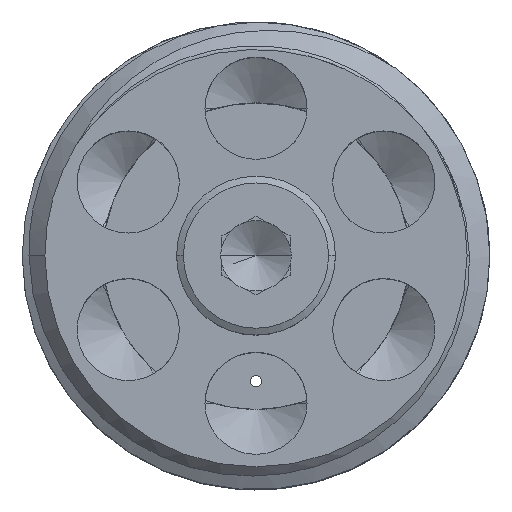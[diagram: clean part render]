
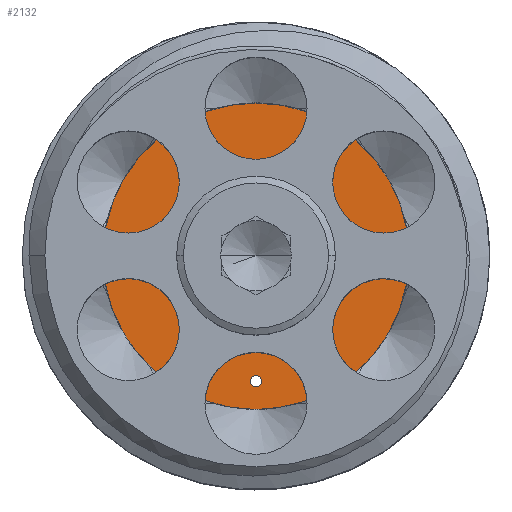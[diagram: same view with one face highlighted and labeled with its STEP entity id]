
A CAD part, top view. The second image highlights one B-rep face of the part: STEP entity #2132.
In plain terms, the highlighted planar face has unit normal (0, 0, 1).
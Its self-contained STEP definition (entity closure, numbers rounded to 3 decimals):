
#246 = CARTESIAN_POINT ( 'NONE',  ( 0., -5.5, -8.5 ) ) ;
#247 = DIRECTION ( 'NONE',  ( 0., 0., -1. ) ) ;
#248 = DIRECTION ( 'NONE',  ( 1., 0., 0. ) ) ;
#499 = CARTESIAN_POINT ( 'NONE',  ( 0., 0., -8.5 ) ) ;
#500 = DIRECTION ( 'NONE',  ( 0., 0., -1. ) ) ;
#501 = DIRECTION ( 'NONE',  ( 1., 0., 0. ) ) ;
#1952 = AXIS2_PLACEMENT_3D ( 'NONE', #2312, #2313, #2314 ) ;
#1953 = AXIS2_PLACEMENT_3D ( 'NONE', #2315, #2316, #2317 ) ;
#2132 = ADVANCED_FACE ( 'NONE', ( #8071, #8055, #8409 ), #8750, .F. ) ;
#2312 = CARTESIAN_POINT ( 'NONE',  ( 0., 0., -8.5 ) ) ;
#2313 = DIRECTION ( 'NONE',  ( 0., 0., -1. ) ) ;
#2314 = DIRECTION ( 'NONE',  ( 1., 0., 0. ) ) ;
#2315 = CARTESIAN_POINT ( 'NONE',  ( 0., -5.5, -8.5 ) ) ;
#2316 = DIRECTION ( 'NONE',  ( 0., 0., -1. ) ) ;
#2317 = DIRECTION ( 'NONE',  ( 1., 0., 0. ) ) ;
#3124 = CARTESIAN_POINT ( 'NONE',  ( -0.25, -5.5, -8.5 ) ) ;
#3131 = CARTESIAN_POINT ( 'NONE',  ( 7.5, 0., -8.5 ) ) ;
#3200 = CARTESIAN_POINT ( 'NONE',  ( 3.411, 0., -8.5 ) ) ;
#3308 = CARTESIAN_POINT ( 'NONE',  ( -7.5, 0., -8.5 ) ) ;
#3334 = CARTESIAN_POINT ( 'NONE',  ( -3.411, 0., -8.5 ) ) ;
#3340 = CARTESIAN_POINT ( 'NONE',  ( 0.25, -5.5, -8.5 ) ) ;
#4209 = EDGE_CURVE ( 'NONE', #9609, #10090, #7665, .T. ) ;
#4247 = EDGE_CURVE ( 'NONE', #9613, #10073, #7630, .T. ) ;
#4315 = EDGE_CURVE ( 'NONE', #10087, #9848, #8432, .T. ) ;
#4319 = EDGE_CURVE ( 'NONE', #9848, #10087, #8251, .T. ) ;
#4385 = EDGE_CURVE ( 'NONE', #10073, #9613, #7623, .T. ) ;
#4386 = EDGE_CURVE ( 'NONE', #10090, #9609, #8406, .T. ) ;
#6801 = CARTESIAN_POINT ( 'NONE',  ( 0., 0., -8.5 ) ) ;
#6802 = DIRECTION ( 'NONE',  ( 0., 0., -1. ) ) ;
#6803 = DIRECTION ( 'NONE',  ( 0., 1., 0. ) ) ;
#6811 = CARTESIAN_POINT ( 'NONE',  ( 0., 0., -8.5 ) ) ;
#6812 = DIRECTION ( 'NONE',  ( 0., 0., -1. ) ) ;
#6813 = DIRECTION ( 'NONE',  ( 0., 1., 0. ) ) ;
#7623 = CIRCLE ( 'NONE', #1952, 7.5 ) ;
#7630 = CIRCLE ( 'NONE', #8583, 7.5 ) ;
#7665 = CIRCLE ( 'NONE', #8579, 0.25 ) ;
#8055 = FACE_BOUND ( 'NONE', #8212, .T. ) ;
#8071 = FACE_OUTER_BOUND ( 'NONE', #8263, .T. ) ;
#8212 = EDGE_LOOP ( 'NONE', ( #10219, #10344 ) ) ;
#8251 = CIRCLE ( 'NONE', #8607, 3.411 ) ;
#8263 = EDGE_LOOP ( 'NONE', ( #10345, #10290 ) ) ;
#8303 = EDGE_LOOP ( 'NONE', ( #9517, #10343 ) ) ;
#8406 = CIRCLE ( 'NONE', #1953, 0.25 ) ;
#8409 = FACE_BOUND ( 'NONE', #8303, .T. ) ;
#8432 = CIRCLE ( 'NONE', #8605, 3.411 ) ;
#8489 = AXIS2_PLACEMENT_3D ( 'NONE', #8748, #8740, #8752 ) ;
#8579 = AXIS2_PLACEMENT_3D ( 'NONE', #246, #247, #248 ) ;
#8583 = AXIS2_PLACEMENT_3D ( 'NONE', #499, #500, #501 ) ;
#8605 = AXIS2_PLACEMENT_3D ( 'NONE', #6801, #6802, #6803 ) ;
#8607 = AXIS2_PLACEMENT_3D ( 'NONE', #6811, #6812, #6813 ) ;
#8740 = DIRECTION ( 'NONE',  ( 0., 0., -1. ) ) ;
#8748 = CARTESIAN_POINT ( 'NONE',  ( 0., 0., -8.5 ) ) ;
#8750 = PLANE ( 'NONE',  #8489 ) ;
#8752 = DIRECTION ( 'NONE',  ( 1., 0., 0. ) ) ;
#9517 = ORIENTED_EDGE ( 'NONE', *, *, #4319, .T. ) ;
#9609 = VERTEX_POINT ( 'NONE', #3124 ) ;
#9613 = VERTEX_POINT ( 'NONE', #3131 ) ;
#9848 = VERTEX_POINT ( 'NONE', #3200 ) ;
#10073 = VERTEX_POINT ( 'NONE', #3308 ) ;
#10087 = VERTEX_POINT ( 'NONE', #3334 ) ;
#10090 = VERTEX_POINT ( 'NONE', #3340 ) ;
#10219 = ORIENTED_EDGE ( 'NONE', *, *, #4386, .T. ) ;
#10290 = ORIENTED_EDGE ( 'NONE', *, *, #4247, .F. ) ;
#10343 = ORIENTED_EDGE ( 'NONE', *, *, #4315, .T. ) ;
#10344 = ORIENTED_EDGE ( 'NONE', *, *, #4209, .T. ) ;
#10345 = ORIENTED_EDGE ( 'NONE', *, *, #4385, .F. ) ;
